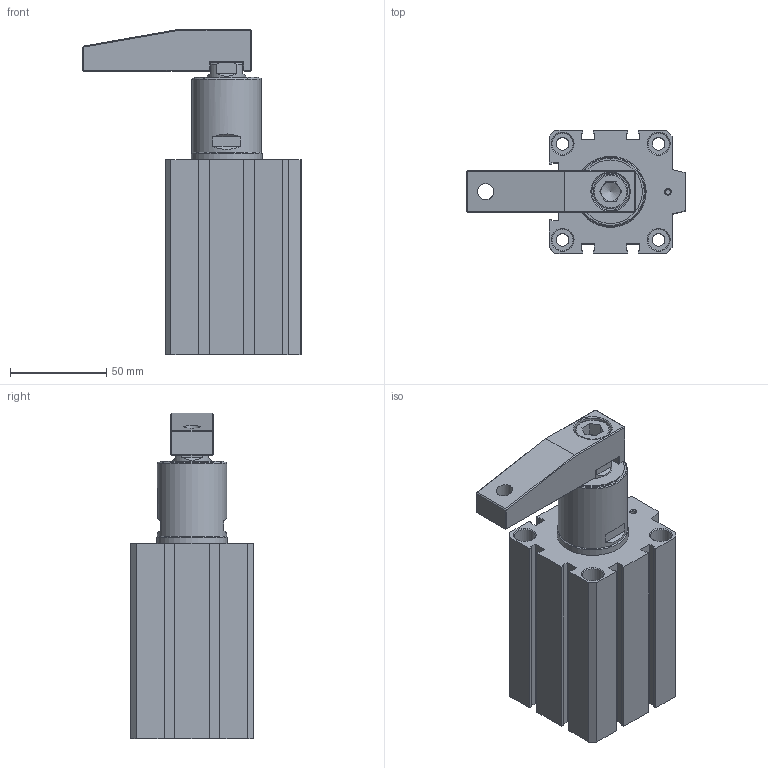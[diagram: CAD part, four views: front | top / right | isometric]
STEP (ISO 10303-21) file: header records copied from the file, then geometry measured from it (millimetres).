
FILE_DESCRIPTION(/* description */ ('STEP AP214'),/* implementation_level */ '2;1');
FILE_NAME(/* name */ 'SCQ_50_TS_MIT_SPANNARM_TUENKERS.stp',/* time_stamp */ '2019-02-05T10:14:00+01:00',/* author */ ('rauhutc'),/* organization */ (''),/* preprocessor_version */ 'ST-DEVELOPER v17',/* originating_system */ 'Autodesk Inventor 2018',/* authorisation */ '');
FILE_SCHEMA (('AUTOMOTIVE_DESIGN { 1 0 10303 214 3 1 1 }'));
Length unit declared in the file: millimetre
Products named in the file (4): SCQ_50_TS_MIT_SPANNARM_TUENKERS; N-PBS-50x20-Part-3_¹w³]; N-PBS-50x20-Part-1_¹w³]; N-PBS-50x20-Part-2_¹w³]
Assembly tree (3 placements, depth 2):
  SCQ_50_TS_MIT_SPANNARM_TUENKERS
    N-PBS-50x20-Part-3_¹w³]
    N-PBS-50x20-Part-1_¹w³]
    N-PBS-50x20-Part-2_¹w³]
Bounding box: 114 x 64 x 169.6 mm (x, y, z)
Volume: 453925.8 mm3; surface area: 73549.5 mm2
Topology: 3 solids, 4 shells, 232 faces, 630 edges, 424 vertices
Faces by surface type: plane 153, cylinder 42, cone 35, torus 2
Full cylindrical faces by diameter (mm): 2.5 x9, 6.6 x4, 8.1 x2, 8.5 x1, 10 x1, 10.4 x1, 11 x8, 11.4 x2, 12 x1, 12.2 x1, 12.5 x1, 14 x2, 18 x1, 19.5 x1, 20 x1, 33 x1, 36 x1, 37 x1, 50.9 x1
Entity records: 7674 total; most frequent: CARTESIAN_POINT 1411, DIRECTION 1320, ORIENTED_EDGE 1252, EDGE_CURVE 626, AXIS2_PLACEMENT_3D 468, VERTEX_POINT 424, LINE 384, VECTOR 384
